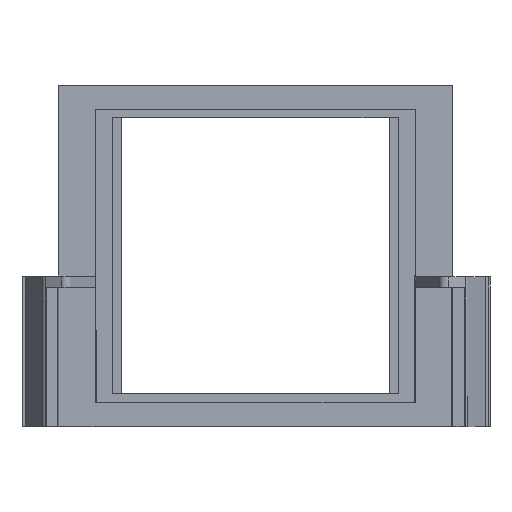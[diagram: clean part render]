
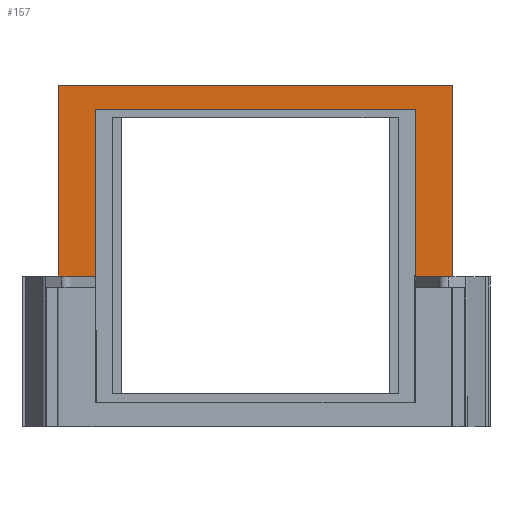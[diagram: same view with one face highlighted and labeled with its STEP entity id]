
A CAD part, top view. The second image highlights one B-rep face of the part: STEP entity #157.
In plain terms, the highlighted planar face has unit normal (0, 0, 1).
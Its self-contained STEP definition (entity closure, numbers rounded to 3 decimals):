
#105=AXIS2_PLACEMENT_3D('Plane Axis2P3D',#102,#103,#104) ;
#42=CARTESIAN_POINT('Vertex',(30.,26.,2.)) ;
#45=CARTESIAN_POINT('Line Origine',(30.,11.4,2.)) ;
#49=CARTESIAN_POINT('Vertex',(30.,-3.2,2.)) ;
#82=CARTESIAN_POINT('Vertex',(-30.,26.,2.)) ;
#85=CARTESIAN_POINT('Line Origine',(0.,26.,2.)) ;
#102=CARTESIAN_POINT('Axis2P3D Location',(0.,0.,2.)) ;
#107=CARTESIAN_POINT('Line Origine',(-30.,11.4,2.)) ;
#111=CARTESIAN_POINT('Vertex',(-30.,-3.2,2.)) ;
#114=CARTESIAN_POINT('Line Origine',(-27.175,-3.2,2.)) ;
#118=CARTESIAN_POINT('Vertex',(-24.35,-3.2,2.)) ;
#121=CARTESIAN_POINT('Line Origine',(-24.35,9.575,2.)) ;
#125=CARTESIAN_POINT('Vertex',(-24.35,22.35,2.)) ;
#128=CARTESIAN_POINT('Line Origine',(0.,22.35,2.)) ;
#132=CARTESIAN_POINT('Vertex',(24.35,22.35,2.)) ;
#135=CARTESIAN_POINT('Line Origine',(24.35,9.575,2.)) ;
#139=CARTESIAN_POINT('Vertex',(24.35,-3.2,2.)) ;
#142=CARTESIAN_POINT('Line Origine',(27.175,-3.2,2.)) ;
#46=DIRECTION('Vector Direction',(0.,1.,0.)) ;
#86=DIRECTION('Vector Direction',(-1.,0.,0.)) ;
#103=DIRECTION('Axis2P3D Direction',(0.,0.,1.)) ;
#104=DIRECTION('Axis2P3D XDirection',(1.,0.,0.)) ;
#108=DIRECTION('Vector Direction',(0.,-1.,0.)) ;
#115=DIRECTION('Vector Direction',(1.,0.,0.)) ;
#122=DIRECTION('Vector Direction',(0.,-1.,0.)) ;
#129=DIRECTION('Vector Direction',(1.,0.,0.)) ;
#136=DIRECTION('Vector Direction',(0.,1.,0.)) ;
#143=DIRECTION('Vector Direction',(-1.,0.,0.)) ;
#47=VECTOR('Line Direction',#46,1.) ;
#87=VECTOR('Line Direction',#86,1.) ;
#109=VECTOR('Line Direction',#108,1.) ;
#116=VECTOR('Line Direction',#115,1.) ;
#123=VECTOR('Line Direction',#122,1.) ;
#130=VECTOR('Line Direction',#129,1.) ;
#137=VECTOR('Line Direction',#136,1.) ;
#144=VECTOR('Line Direction',#143,1.) ;
#148=ORIENTED_EDGE('',*,*,#51,.T.) ;
#149=ORIENTED_EDGE('',*,*,#89,.T.) ;
#150=ORIENTED_EDGE('',*,*,#113,.T.) ;
#151=ORIENTED_EDGE('',*,*,#120,.F.) ;
#152=ORIENTED_EDGE('',*,*,#127,.F.) ;
#153=ORIENTED_EDGE('',*,*,#134,.F.) ;
#154=ORIENTED_EDGE('',*,*,#141,.F.) ;
#155=ORIENTED_EDGE('',*,*,#146,.F.) ;
#157=ADVANCED_FACE('Modele simplifie',(#156),#106,.T.) ;
#51=EDGE_CURVE('',#50,#43,#48,.T.) ;
#89=EDGE_CURVE('',#43,#83,#88,.T.) ;
#113=EDGE_CURVE('',#83,#112,#110,.T.) ;
#120=EDGE_CURVE('',#119,#112,#117,.F.) ;
#127=EDGE_CURVE('',#126,#119,#124,.T.) ;
#134=EDGE_CURVE('',#133,#126,#131,.F.) ;
#141=EDGE_CURVE('',#140,#133,#138,.T.) ;
#146=EDGE_CURVE('',#50,#140,#145,.T.) ;
#147=EDGE_LOOP('',(#148,#149,#150,#151,#152,#153,#154,#155)) ;
#156=FACE_OUTER_BOUND('',#147,.T.) ;
#48=LINE('Line',#45,#47) ;
#88=LINE('Line',#85,#87) ;
#110=LINE('Line',#107,#109) ;
#117=LINE('Line',#114,#116) ;
#124=LINE('Line',#121,#123) ;
#131=LINE('Line',#128,#130) ;
#138=LINE('Line',#135,#137) ;
#145=LINE('Line',#142,#144) ;
#106=PLANE('',#105) ;
#43=VERTEX_POINT('',#42) ;
#50=VERTEX_POINT('',#49) ;
#83=VERTEX_POINT('',#82) ;
#112=VERTEX_POINT('',#111) ;
#119=VERTEX_POINT('',#118) ;
#126=VERTEX_POINT('',#125) ;
#133=VERTEX_POINT('',#132) ;
#140=VERTEX_POINT('',#139) ;
